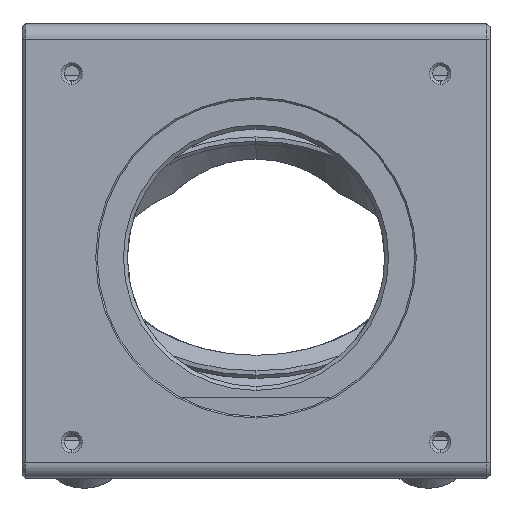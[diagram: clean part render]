
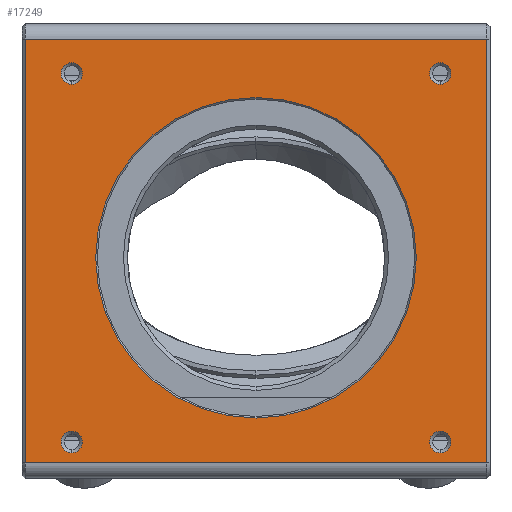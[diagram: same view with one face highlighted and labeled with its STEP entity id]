
A CAD part, left-side view. The second image highlights one B-rep face of the part: STEP entity #17249.
In plain terms, the highlighted planar face has unit normal (-1, 0, 0).
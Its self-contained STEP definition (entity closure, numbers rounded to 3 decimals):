
#20 = DIRECTION ( 'NONE',  ( 0., 0., 1. ) ) ;
#74 = CIRCLE ( 'NONE', #2926, 26.099 ) ;
#555 = CARTESIAN_POINT ( 'NONE',  ( 0., 8.1, -8.1 ) ) ;
#704 = AXIS2_PLACEMENT_3D ( 'NONE', #6792, #26599, #14103 ) ;
#789 = EDGE_CURVE ( 'NONE', #11439, #26304, #29662, .T. ) ;
#1053 = ORIENTED_EDGE ( 'NONE', *, *, #4116, .T. ) ;
#1072 = CARTESIAN_POINT ( 'NONE',  ( 0., 8.1, -8.1 ) ) ;
#1177 = AXIS2_PLACEMENT_3D ( 'NONE', #27119, #4338, #22141 ) ;
#1351 = CARTESIAN_POINT ( 'NONE',  ( 0., 8.1, -9.85 ) ) ;
#1799 = CARTESIAN_POINT ( 'NONE',  ( 0., 38.1, -38.1 ) ) ;
#1901 = DIRECTION ( 'NONE',  ( 0., -1., 0. ) ) ;
#2268 = EDGE_CURVE ( 'NONE', #15044, #20270, #12086, .T. ) ;
#2481 = CARTESIAN_POINT ( 'NONE',  ( 0., 38.1, -12.001 ) ) ;
#2699 = CARTESIAN_POINT ( 'NONE',  ( 0., 8.1, -69.85 ) ) ;
#2926 = AXIS2_PLACEMENT_3D ( 'NONE', #21604, #29064, #6553 ) ;
#3299 = EDGE_CURVE ( 'NONE', #30776, #28207, #11246, .T. ) ;
#3539 = EDGE_CURVE ( 'NONE', #14674, #29974, #5409, .T. ) ;
#3926 = CARTESIAN_POINT ( 'NONE',  ( 0., 68.1, -68.1 ) ) ;
#4081 = ORIENTED_EDGE ( 'NONE', *, *, #30021, .F. ) ;
#4116 = EDGE_CURVE ( 'NONE', #29974, #11439, #5374, .T. ) ;
#4172 = FACE_BOUND ( 'NONE', #5684, .T. ) ;
#4219 = VECTOR ( 'NONE', #16241, 1000. ) ;
#4268 = CARTESIAN_POINT ( 'NONE',  ( 0., 75.7, -71.5 ) ) ;
#4338 = DIRECTION ( 'NONE',  ( -1., 0., 0. ) ) ;
#5040 = CARTESIAN_POINT ( 'NONE',  ( 0., 75.7, -76.2 ) ) ;
#5374 = LINE ( 'NONE', #25350, #13190 ) ;
#5409 = LINE ( 'NONE', #11981, #4219 ) ;
#5684 = EDGE_LOOP ( 'NONE', ( #29309, #4081 ) ) ;
#5904 = AXIS2_PLACEMENT_3D ( 'NONE', #22887, #15681, #15356 ) ;
#5912 = CARTESIAN_POINT ( 'NONE',  ( 0., 8.1, -6.35 ) ) ;
#6005 = EDGE_LOOP ( 'NONE', ( #12532, #26890 ) ) ;
#6169 = VERTEX_POINT ( 'NONE', #2481 ) ;
#6178 = CARTESIAN_POINT ( 'NONE',  ( 0., 38.1, -64.199 ) ) ;
#6543 = AXIS2_PLACEMENT_3D ( 'NONE', #29246, #14361, #24484 ) ;
#6548 = FACE_BOUND ( 'NONE', #10596, .T. ) ;
#6553 = DIRECTION ( 'NONE',  ( 0., -1., 0. ) ) ;
#6714 = EDGE_CURVE ( 'NONE', #8286, #12721, #25582, .T. ) ;
#6775 = EDGE_CURVE ( 'NONE', #15845, #17299, #30624, .T. ) ;
#6792 = CARTESIAN_POINT ( 'NONE',  ( 0., 68.1, -8.1 ) ) ;
#6880 = AXIS2_PLACEMENT_3D ( 'NONE', #3926, #31140, #11342 ) ;
#8075 = DIRECTION ( 'NONE',  ( 0., 0., 1. ) ) ;
#8098 = CARTESIAN_POINT ( 'NONE',  ( 0., 75.7, -2.5 ) ) ;
#8286 = VERTEX_POINT ( 'NONE', #24222 ) ;
#8399 = ORIENTED_EDGE ( 'NONE', *, *, #789, .T. ) ;
#9800 = DIRECTION ( 'NONE',  ( -1., 0., 0. ) ) ;
#10127 = DIRECTION ( 'NONE',  ( -1., 0., 0. ) ) ;
#10596 = EDGE_LOOP ( 'NONE', ( #28366, #15746 ) ) ;
#10802 = FACE_BOUND ( 'NONE', #30199, .T. ) ;
#11246 = CIRCLE ( 'NONE', #13638, 1.75 ) ;
#11287 = ORIENTED_EDGE ( 'NONE', *, *, #14548, .T. ) ;
#11342 = DIRECTION ( 'NONE',  ( 0., 0., 1. ) ) ;
#11439 = VERTEX_POINT ( 'NONE', #8098 ) ;
#11627 = PLANE ( 'NONE',  #6543 ) ;
#11799 = CIRCLE ( 'NONE', #704, 1.75 ) ;
#11981 = CARTESIAN_POINT ( 'NONE',  ( 0., 0.5, -76.2 ) ) ;
#12086 = CIRCLE ( 'NONE', #5904, 1.75 ) ;
#12385 = FACE_OUTER_BOUND ( 'NONE', #13511, .T. ) ;
#12532 = ORIENTED_EDGE ( 'NONE', *, *, #21912, .F. ) ;
#12655 = DIRECTION ( 'NONE',  ( 0., 0., 1. ) ) ;
#12721 = VERTEX_POINT ( 'NONE', #25466 ) ;
#12831 = CIRCLE ( 'NONE', #1177, 1.75 ) ;
#12894 = CIRCLE ( 'NONE', #6880, 1.75 ) ;
#13190 = VECTOR ( 'NONE', #25242, 1000. ) ;
#13511 = EDGE_LOOP ( 'NONE', ( #1053, #8399, #31844, #13625 ) ) ;
#13625 = ORIENTED_EDGE ( 'NONE', *, *, #3539, .T. ) ;
#13638 = AXIS2_PLACEMENT_3D ( 'NONE', #1072, #16021, #27984 ) ;
#14103 = DIRECTION ( 'NONE',  ( 0., 0., 1. ) ) ;
#14270 = CARTESIAN_POINT ( 'NONE',  ( 0., 68.1, -6.35 ) ) ;
#14361 = DIRECTION ( 'NONE',  ( -1., 0., 0. ) ) ;
#14548 = EDGE_CURVE ( 'NONE', #21111, #6169, #19576, .T. ) ;
#14579 = CARTESIAN_POINT ( 'NONE',  ( 0., 68.1, -9.85 ) ) ;
#14674 = VERTEX_POINT ( 'NONE', #19687 ) ;
#15044 = VERTEX_POINT ( 'NONE', #27454 ) ;
#15356 = DIRECTION ( 'NONE',  ( 0., 0., 1. ) ) ;
#15520 = FACE_BOUND ( 'NONE', #28754, .T. ) ;
#15681 = DIRECTION ( 'NONE',  ( -1., 0., 0. ) ) ;
#15746 = ORIENTED_EDGE ( 'NONE', *, *, #18999, .F. ) ;
#15845 = VERTEX_POINT ( 'NONE', #14270 ) ;
#16021 = DIRECTION ( 'NONE',  ( -1., 0., 0. ) ) ;
#16024 = LINE ( 'NONE', #28703, #27327 ) ;
#16241 = DIRECTION ( 'NONE',  ( 0., 0., 1. ) ) ;
#17249 = ADVANCED_FACE ( 'NONE', ( #6548, #18256, #10802, #4172, #12385, #15520 ), #11627, .T. ) ;
#17299 = VERTEX_POINT ( 'NONE', #14579 ) ;
#17575 = DIRECTION ( 'NONE',  ( -1., 0., 0. ) ) ;
#18256 = FACE_BOUND ( 'NONE', #6005, .T. ) ;
#18720 = AXIS2_PLACEMENT_3D ( 'NONE', #31896, #9800, #20 ) ;
#18999 = EDGE_CURVE ( 'NONE', #17299, #15845, #11799, .T. ) ;
#19257 = DIRECTION ( 'NONE',  ( 1., 0., 0. ) ) ;
#19576 = CIRCLE ( 'NONE', #31729, 26.099 ) ;
#19687 = CARTESIAN_POINT ( 'NONE',  ( 0., 0.5, -71.5 ) ) ;
#20200 = CARTESIAN_POINT ( 'NONE',  ( 0., 0.5, -2.5 ) ) ;
#20270 = VERTEX_POINT ( 'NONE', #2699 ) ;
#20400 = AXIS2_PLACEMENT_3D ( 'NONE', #27148, #17575, #12655 ) ;
#21094 = EDGE_CURVE ( 'NONE', #26304, #14674, #16024, .T. ) ;
#21111 = VERTEX_POINT ( 'NONE', #6178 ) ;
#21604 = CARTESIAN_POINT ( 'NONE',  ( 0., 38.1, -38.1 ) ) ;
#21912 = EDGE_CURVE ( 'NONE', #12721, #8286, #12894, .T. ) ;
#22069 = ORIENTED_EDGE ( 'NONE', *, *, #26685, .T. ) ;
#22141 = DIRECTION ( 'NONE',  ( 0., 0., 1. ) ) ;
#22523 = DIRECTION ( 'NONE',  ( 0., 0., -1. ) ) ;
#22887 = CARTESIAN_POINT ( 'NONE',  ( 0., 8.1, -68.1 ) ) ;
#23445 = VECTOR ( 'NONE', #22523, 1000. ) ;
#23952 = EDGE_CURVE ( 'NONE', #20270, #15044, #12831, .T. ) ;
#24222 = CARTESIAN_POINT ( 'NONE',  ( 0., 68.1, -69.85 ) ) ;
#24484 = DIRECTION ( 'NONE',  ( 0., -1., 0. ) ) ;
#25242 = DIRECTION ( 'NONE',  ( 0., 1., 0. ) ) ;
#25350 = CARTESIAN_POINT ( 'NONE',  ( 0., 76.2, -2.5 ) ) ;
#25466 = CARTESIAN_POINT ( 'NONE',  ( 0., 68.1, -66.35 ) ) ;
#25582 = CIRCLE ( 'NONE', #18720, 1.75 ) ;
#25726 = CIRCLE ( 'NONE', #25930, 1.75 ) ;
#25930 = AXIS2_PLACEMENT_3D ( 'NONE', #555, #10127, #8075 ) ;
#26304 = VERTEX_POINT ( 'NONE', #4268 ) ;
#26599 = DIRECTION ( 'NONE',  ( -1., 0., 0. ) ) ;
#26685 = EDGE_CURVE ( 'NONE', #6169, #21111, #74, .T. ) ;
#26709 = ORIENTED_EDGE ( 'NONE', *, *, #2268, .F. ) ;
#26890 = ORIENTED_EDGE ( 'NONE', *, *, #6714, .F. ) ;
#27119 = CARTESIAN_POINT ( 'NONE',  ( 0., 8.1, -68.1 ) ) ;
#27148 = CARTESIAN_POINT ( 'NONE',  ( 0., 68.1, -8.1 ) ) ;
#27327 = VECTOR ( 'NONE', #28811, 1000. ) ;
#27454 = CARTESIAN_POINT ( 'NONE',  ( 0., 8.1, -66.35 ) ) ;
#27984 = DIRECTION ( 'NONE',  ( 0., 0., 1. ) ) ;
#28207 = VERTEX_POINT ( 'NONE', #1351 ) ;
#28366 = ORIENTED_EDGE ( 'NONE', *, *, #6775, .F. ) ;
#28703 = CARTESIAN_POINT ( 'NONE',  ( 0., 0., -71.5 ) ) ;
#28754 = EDGE_LOOP ( 'NONE', ( #22069, #11287 ) ) ;
#28811 = DIRECTION ( 'NONE',  ( 0., -1., 0. ) ) ;
#29064 = DIRECTION ( 'NONE',  ( 1., 0., 0. ) ) ;
#29246 = CARTESIAN_POINT ( 'NONE',  ( 0., 0., -76.2 ) ) ;
#29309 = ORIENTED_EDGE ( 'NONE', *, *, #3299, .F. ) ;
#29662 = LINE ( 'NONE', #5040, #23445 ) ;
#29974 = VERTEX_POINT ( 'NONE', #20200 ) ;
#30021 = EDGE_CURVE ( 'NONE', #28207, #30776, #25726, .T. ) ;
#30199 = EDGE_LOOP ( 'NONE', ( #26709, #31992 ) ) ;
#30624 = CIRCLE ( 'NONE', #20400, 1.75 ) ;
#30776 = VERTEX_POINT ( 'NONE', #5912 ) ;
#31140 = DIRECTION ( 'NONE',  ( -1., 0., 0. ) ) ;
#31729 = AXIS2_PLACEMENT_3D ( 'NONE', #1799, #19257, #1901 ) ;
#31844 = ORIENTED_EDGE ( 'NONE', *, *, #21094, .T. ) ;
#31896 = CARTESIAN_POINT ( 'NONE',  ( 0., 68.1, -68.1 ) ) ;
#31992 = ORIENTED_EDGE ( 'NONE', *, *, #23952, .F. ) ;
